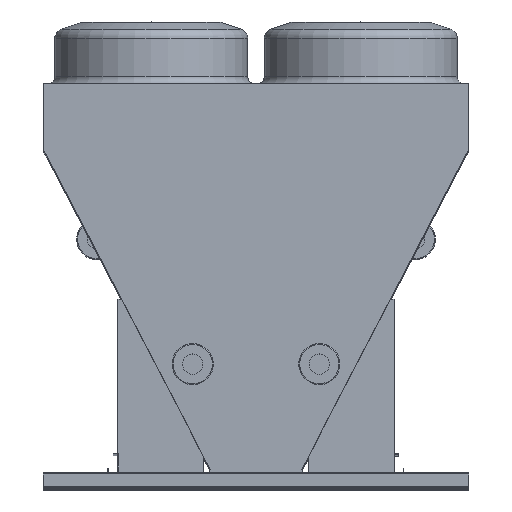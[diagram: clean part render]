
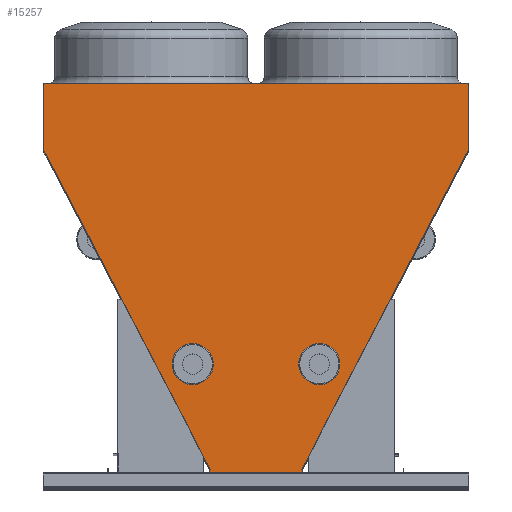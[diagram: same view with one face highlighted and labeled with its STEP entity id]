
A CAD part, top view. The second image highlights one B-rep face of the part: STEP entity #15257.
In plain terms, the highlighted planar face has unit normal (0, 0, 1).
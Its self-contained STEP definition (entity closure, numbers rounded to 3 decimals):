
#96 = CARTESIAN_POINT ( 'NONE',  ( -246.893, 17.358, 0. ) ) ;
#103 = CARTESIAN_POINT ( 'NONE',  ( 1127.607, 1711.053, 0. ) ) ;
#177 = CARTESIAN_POINT ( 'NONE',  ( -246.893, 17.358, 0. ) ) ;
#364 = ORIENTED_EDGE ( 'NONE', *, *, #14466, .T. ) ;
#565 = LINE ( 'NONE', #10689, #27631 ) ;
#836 = DIRECTION ( 'NONE',  ( 0.887, 0.462, 0. ) ) ;
#868 = DIRECTION ( 'NONE',  ( 0., -1., 0. ) ) ;
#978 = EDGE_CURVE ( 'NONE', #14113, #4183, #1576, .T. ) ;
#1251 = VECTOR ( 'NONE', #4907, 1000. ) ;
#1474 = VECTOR ( 'NONE', #14371, 1000. ) ;
#1576 = LINE ( 'NONE', #2296, #14965 ) ;
#1658 = AXIS2_PLACEMENT_3D ( 'NONE', #12742, #2181, #20696 ) ;
#1764 = VERTEX_POINT ( 'NONE', #30370 ) ;
#2181 = DIRECTION ( 'NONE',  ( 0., 0., -1. ) ) ;
#2266 = CARTESIAN_POINT ( 'NONE',  ( -279.893, 0., 0. ) ) ;
#2285 = DIRECTION ( 'NONE',  ( 0., 1., 0. ) ) ;
#2296 = CARTESIAN_POINT ( 'NONE',  ( 246.893, 17.358, 0. ) ) ;
#2519 = VECTOR ( 'NONE', #836, 1000. ) ;
#2847 = CARTESIAN_POINT ( 'NONE',  ( -246.893, 17.358, 0. ) ) ;
#2864 = ORIENTED_EDGE ( 'NONE', *, *, #5362, .T. ) ;
#3530 = CARTESIAN_POINT ( 'NONE',  ( -1127.739, 1711.053, 0. ) ) ;
#3969 = VERTEX_POINT ( 'NONE', #24643 ) ;
#4183 = VERTEX_POINT ( 'NONE', #8642 ) ;
#4601 = VERTEX_POINT ( 'NONE', #29149 ) ;
#4743 = LINE ( 'NONE', #14216, #24836 ) ;
#4903 = CARTESIAN_POINT ( 'NONE',  ( -1136.282, 2083.62, 0. ) ) ;
#4907 = DIRECTION ( 'NONE',  ( 0.462, -0.887, 0. ) ) ;
#5307 = VERTEX_POINT ( 'NONE', #29442 ) ;
#5362 = EDGE_CURVE ( 'NONE', #17780, #22935, #30316, .T. ) ;
#5364 = VECTOR ( 'NONE', #12678, 1000. ) ;
#5373 = CARTESIAN_POINT ( 'NONE',  ( -245.403, 20.223, 0. ) ) ;
#5650 = CARTESIAN_POINT ( 'NONE',  ( 1127.607, 1711.053, 0. ) ) ;
#5654 = EDGE_CURVE ( 'NONE', #13405, #17780, #21506, .T. ) ;
#5700 = CARTESIAN_POINT ( 'NONE',  ( 279.893, 0., 0. ) ) ;
#5735 = LINE ( 'NONE', #5373, #18969 ) ;
#6313 = ORIENTED_EDGE ( 'NONE', *, *, #18955, .T. ) ;
#6999 = VERTEX_POINT ( 'NONE', #5700 ) ;
#7296 = VECTOR ( 'NONE', #28940, 1000. ) ;
#7487 = ORIENTED_EDGE ( 'NONE', *, *, #25406, .T. ) ;
#7972 = ORIENTED_EDGE ( 'NONE', *, *, #30765, .T. ) ;
#8026 = DIRECTION ( 'NONE',  ( 0., 1., 0. ) ) ;
#8203 = LINE ( 'NONE', #14778, #28112 ) ;
#8642 = CARTESIAN_POINT ( 'NONE',  ( 246.893, 17.358, 0. ) ) ;
#8827 = FACE_OUTER_BOUND ( 'NONE', #18689, .T. ) ;
#9721 = ORIENTED_EDGE ( 'NONE', *, *, #11322, .T. ) ;
#10259 = VECTOR ( 'NONE', #13542, 1000. ) ;
#10431 = DIRECTION ( 'NONE',  ( -0.463, 0.886, 0. ) ) ;
#10689 = CARTESIAN_POINT ( 'NONE',  ( 1127.607, 1711.053, 0. ) ) ;
#10792 = DIRECTION ( 'NONE',  ( 0.462, -0.887, 0. ) ) ;
#11322 = EDGE_CURVE ( 'NONE', #22498, #3969, #26222, .T. ) ;
#12678 = DIRECTION ( 'NONE',  ( 0.462, 0.887, 0. ) ) ;
#12742 = CARTESIAN_POINT ( 'NONE',  ( 0., 0., 0. ) ) ;
#12855 = PLANE ( 'NONE',  #1658 ) ;
#12859 = VECTOR ( 'NONE', #16128, 1000. ) ;
#12946 = CARTESIAN_POINT ( 'NONE',  ( 279.893, 1.482, 0. ) ) ;
#13078 = CARTESIAN_POINT ( 'NONE',  ( -1136.282, 1727.462, 0. ) ) ;
#13093 = EDGE_CURVE ( 'NONE', #6999, #25283, #15680, .T. ) ;
#13405 = VERTEX_POINT ( 'NONE', #13078 ) ;
#13542 = DIRECTION ( 'NONE',  ( -0.461, -0.887, 0. ) ) ;
#13683 = ORIENTED_EDGE ( 'NONE', *, *, #33392, .T. ) ;
#13695 = LINE ( 'NONE', #2266, #32541 ) ;
#13966 = CARTESIAN_POINT ( 'NONE',  ( -1126.246, 1711.83, 0. ) ) ;
#14113 = VERTEX_POINT ( 'NONE', #26401 ) ;
#14216 = CARTESIAN_POINT ( 'NONE',  ( -1136.282, 1727.462, 0. ) ) ;
#14371 = DIRECTION ( 'NONE',  ( 0., 1., 0. ) ) ;
#14430 = VERTEX_POINT ( 'NONE', #15414 ) ;
#14466 = EDGE_CURVE ( 'NONE', #14757, #1764, #20753, .T. ) ;
#14512 = EDGE_CURVE ( 'NONE', #4183, #22498, #25121, .T. ) ;
#14757 = VERTEX_POINT ( 'NONE', #32064 ) ;
#14778 = CARTESIAN_POINT ( 'NONE',  ( 279.893, 0., 0. ) ) ;
#14895 = LINE ( 'NONE', #5650, #28541 ) ;
#14965 = VECTOR ( 'NONE', #2285, 1000. ) ;
#15233 = LINE ( 'NONE', #96, #7296 ) ;
#15257 = ADVANCED_FACE ( 'NONE', ( #8827 ), #12855, .F. ) ;
#15414 = CARTESIAN_POINT ( 'NONE',  ( -246.893, 1.482, 0. ) ) ;
#15635 = DIRECTION ( 'NONE',  ( -1., 0., 0. ) ) ;
#15680 = LINE ( 'NONE', #19461, #1474 ) ;
#16128 = DIRECTION ( 'NONE',  ( -1., 0., 0. ) ) ;
#16172 = VERTEX_POINT ( 'NONE', #19392 ) ;
#16620 = ORIENTED_EDGE ( 'NONE', *, *, #31000, .T. ) ;
#17582 = VECTOR ( 'NONE', #15635, 1000. ) ;
#17780 = VERTEX_POINT ( 'NONE', #23641 ) ;
#17928 = CARTESIAN_POINT ( 'NONE',  ( 245.39, 20.232, 0. ) ) ;
#18314 = VECTOR ( 'NONE', #10431, 1000. ) ;
#18343 = VERTEX_POINT ( 'NONE', #103 ) ;
#18689 = EDGE_LOOP ( 'NONE', ( #20436, #19759, #2864, #19774, #6313, #28385, #7487, #28795, #16620, #26418, #13683, #24081, #25635, #9721, #7972, #24967, #31288, #364 ) ) ;
#18762 = CARTESIAN_POINT ( 'NONE',  ( 1136.15, 1727.462, 0. ) ) ;
#18900 = EDGE_CURVE ( 'NONE', #20171, #14757, #20498, .T. ) ;
#18945 = LINE ( 'NONE', #31460, #12859 ) ;
#18955 = EDGE_CURVE ( 'NONE', #4601, #25452, #24882, .T. ) ;
#18969 = VECTOR ( 'NONE', #10792, 1000. ) ;
#19392 = CARTESIAN_POINT ( 'NONE',  ( -279.893, 1.482, 0. ) ) ;
#19461 = CARTESIAN_POINT ( 'NONE',  ( 279.893, 0., 0. ) ) ;
#19516 = EDGE_CURVE ( 'NONE', #18343, #20171, #565, .T. ) ;
#19759 = ORIENTED_EDGE ( 'NONE', *, *, #5654, .T. ) ;
#19774 = ORIENTED_EDGE ( 'NONE', *, *, #24358, .T. ) ;
#20084 = DIRECTION ( 'NONE',  ( 1., 0., 0. ) ) ;
#20171 = VERTEX_POINT ( 'NONE', #18762 ) ;
#20436 = ORIENTED_EDGE ( 'NONE', *, *, #32487, .T. ) ;
#20498 = LINE ( 'NONE', #21123, #32465 ) ;
#20696 = DIRECTION ( 'NONE',  ( -1., 0., 0. ) ) ;
#20736 = DIRECTION ( 'NONE',  ( -1., 0., 0. ) ) ;
#20753 = LINE ( 'NONE', #4903, #25925 ) ;
#21123 = CARTESIAN_POINT ( 'NONE',  ( 1136.15, 2083.62, 0. ) ) ;
#21506 = LINE ( 'NONE', #23290, #1251 ) ;
#22498 = VERTEX_POINT ( 'NONE', #27568 ) ;
#22935 = VERTEX_POINT ( 'NONE', #13966 ) ;
#23290 = CARTESIAN_POINT ( 'NONE',  ( -1127.739, 1711.053, 0. ) ) ;
#23641 = CARTESIAN_POINT ( 'NONE',  ( -1127.739, 1711.053, 0. ) ) ;
#24004 = DIRECTION ( 'NONE',  ( 0.887, -0.462, 0. ) ) ;
#24081 = ORIENTED_EDGE ( 'NONE', *, *, #978, .T. ) ;
#24358 = EDGE_CURVE ( 'NONE', #22935, #4601, #5735, .T. ) ;
#24643 = CARTESIAN_POINT ( 'NONE',  ( 1126.218, 1711.776, 0. ) ) ;
#24836 = VECTOR ( 'NONE', #868, 1000. ) ;
#24882 = LINE ( 'NONE', #177, #10259 ) ;
#24967 = ORIENTED_EDGE ( 'NONE', *, *, #19516, .T. ) ;
#25121 = LINE ( 'NONE', #33537, #18314 ) ;
#25283 = VERTEX_POINT ( 'NONE', #12946 ) ;
#25406 = EDGE_CURVE ( 'NONE', #14430, #16172, #18945, .T. ) ;
#25452 = VERTEX_POINT ( 'NONE', #2847 ) ;
#25635 = ORIENTED_EDGE ( 'NONE', *, *, #14512, .T. ) ;
#25925 = VECTOR ( 'NONE', #20736, 1000. ) ;
#25947 = CARTESIAN_POINT ( 'NONE',  ( 279.893, 1.482, 0. ) ) ;
#26008 = LINE ( 'NONE', #25947, #17582 ) ;
#26222 = LINE ( 'NONE', #17928, #5364 ) ;
#26401 = CARTESIAN_POINT ( 'NONE',  ( 246.893, 1.482, 0. ) ) ;
#26418 = ORIENTED_EDGE ( 'NONE', *, *, #13093, .T. ) ;
#27568 = CARTESIAN_POINT ( 'NONE',  ( 245.39, 20.232, 0. ) ) ;
#27631 = VECTOR ( 'NONE', #28767, 1000. ) ;
#28112 = VECTOR ( 'NONE', #20084, 1000. ) ;
#28385 = ORIENTED_EDGE ( 'NONE', *, *, #31873, .T. ) ;
#28461 = DIRECTION ( 'NONE',  ( 0., -1., 0. ) ) ;
#28541 = VECTOR ( 'NONE', #24004, 1000. ) ;
#28767 = DIRECTION ( 'NONE',  ( 0.462, 0.887, 0. ) ) ;
#28795 = ORIENTED_EDGE ( 'NONE', *, *, #30613, .T. ) ;
#28940 = DIRECTION ( 'NONE',  ( 0., -1., 0. ) ) ;
#29149 = CARTESIAN_POINT ( 'NONE',  ( -245.403, 20.223, 0. ) ) ;
#29442 = CARTESIAN_POINT ( 'NONE',  ( -279.893, 0., 0. ) ) ;
#30316 = LINE ( 'NONE', #3530, #2519 ) ;
#30370 = CARTESIAN_POINT ( 'NONE',  ( -1136.282, 2083.62, 0. ) ) ;
#30613 = EDGE_CURVE ( 'NONE', #16172, #5307, #13695, .T. ) ;
#30765 = EDGE_CURVE ( 'NONE', #3969, #18343, #14895, .T. ) ;
#31000 = EDGE_CURVE ( 'NONE', #5307, #6999, #8203, .T. ) ;
#31288 = ORIENTED_EDGE ( 'NONE', *, *, #18900, .T. ) ;
#31460 = CARTESIAN_POINT ( 'NONE',  ( -279.893, 1.482, 0. ) ) ;
#31873 = EDGE_CURVE ( 'NONE', #25452, #14430, #15233, .T. ) ;
#32064 = CARTESIAN_POINT ( 'NONE',  ( 1136.15, 2083.62, 0. ) ) ;
#32465 = VECTOR ( 'NONE', #8026, 1000. ) ;
#32487 = EDGE_CURVE ( 'NONE', #1764, #13405, #4743, .T. ) ;
#32541 = VECTOR ( 'NONE', #28461, 1000. ) ;
#33392 = EDGE_CURVE ( 'NONE', #25283, #14113, #26008, .T. ) ;
#33537 = CARTESIAN_POINT ( 'NONE',  ( 246.893, 17.358, 0. ) ) ;
